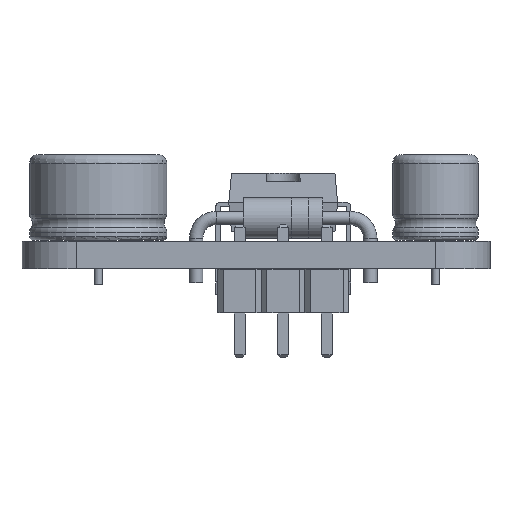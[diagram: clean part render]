
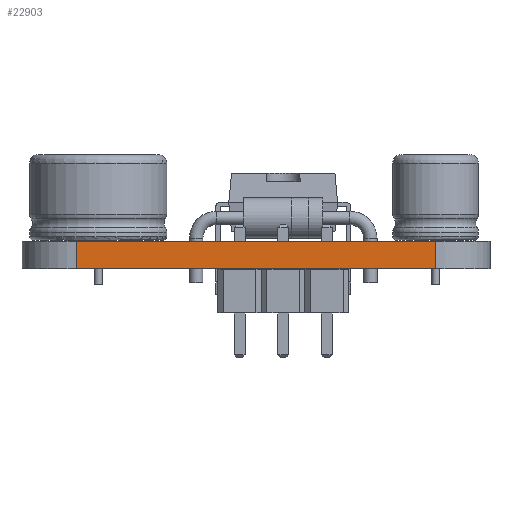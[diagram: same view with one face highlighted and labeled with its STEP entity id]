
A CAD part, left-side view. The second image highlights one B-rep face of the part: STEP entity #22903.
In plain terms, the highlighted planar face has unit normal (-1, 0, 0).
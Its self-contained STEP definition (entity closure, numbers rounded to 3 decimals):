
#22903 = ADVANCED_FACE('',(#22904),#22938,.F.);
#22904 = FACE_BOUND('',#22905,.F.);
#22905 = EDGE_LOOP('',(#22906,#22916,#22924,#22932));
#22906 = ORIENTED_EDGE('',*,*,#22907,.T.);
#22907 = EDGE_CURVE('',#22908,#22910,#22912,.T.);
#22908 = VERTEX_POINT('',#22909);
#22909 = CARTESIAN_POINT('',(-14.605,12.078,2.54));
#22910 = VERTEX_POINT('',#22911);
#22911 = CARTESIAN_POINT('',(-14.605,12.078,4.14));
#22912 = LINE('',#22913,#22914);
#22913 = CARTESIAN_POINT('',(-14.605,12.078,2.54));
#22914 = VECTOR('',#22915,1.);
#22915 = DIRECTION('',(0.,0.,1.));
#22916 = ORIENTED_EDGE('',*,*,#22917,.T.);
#22917 = EDGE_CURVE('',#22910,#22918,#22920,.T.);
#22918 = VERTEX_POINT('',#22919);
#22919 = CARTESIAN_POINT('',(-14.605,-8.878,4.14));
#22920 = LINE('',#22921,#22922);
#22921 = CARTESIAN_POINT('',(-14.605,12.078,4.14));
#22922 = VECTOR('',#22923,1.);
#22923 = DIRECTION('',(0.,-1.,0.));
#22924 = ORIENTED_EDGE('',*,*,#22925,.F.);
#22925 = EDGE_CURVE('',#22926,#22918,#22928,.T.);
#22926 = VERTEX_POINT('',#22927);
#22927 = CARTESIAN_POINT('',(-14.605,-8.878,2.54));
#22928 = LINE('',#22929,#22930);
#22929 = CARTESIAN_POINT('',(-14.605,-8.878,2.54));
#22930 = VECTOR('',#22931,1.);
#22931 = DIRECTION('',(0.,0.,1.));
#22932 = ORIENTED_EDGE('',*,*,#22933,.F.);
#22933 = EDGE_CURVE('',#22908,#22926,#22934,.T.);
#22934 = LINE('',#22935,#22936);
#22935 = CARTESIAN_POINT('',(-14.605,12.078,2.54));
#22936 = VECTOR('',#22937,1.);
#22937 = DIRECTION('',(0.,-1.,0.));
#22938 = PLANE('',#22939);
#22939 = AXIS2_PLACEMENT_3D('',#22940,#22941,#22942);
#22940 = CARTESIAN_POINT('',(-14.605,12.078,2.54));
#22941 = DIRECTION('',(1.,0.,0.));
#22942 = DIRECTION('',(0.,-1.,0.));
